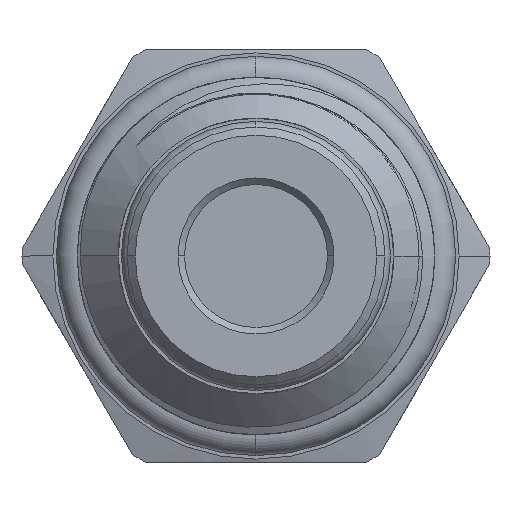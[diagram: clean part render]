
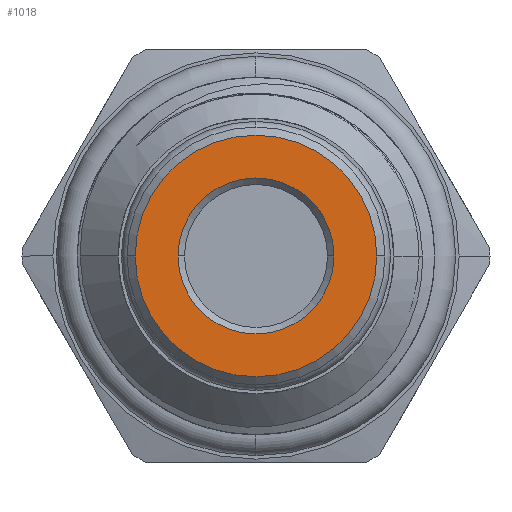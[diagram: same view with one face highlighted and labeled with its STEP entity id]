
A CAD part, left-side view. The second image highlights one B-rep face of the part: STEP entity #1018.
In plain terms, the highlighted planar face has unit normal (-1, 0, 0).
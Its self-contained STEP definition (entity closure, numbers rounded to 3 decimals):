
#132 = CARTESIAN_POINT ( 'NONE',  ( -70.8, -7.435, 0. ) ) ;
#376 = DIRECTION ( 'NONE',  ( 0., 1., 0. ) ) ;
#491 = AXIS2_PLACEMENT_3D ( 'NONE', #2298, #8320, #6250 ) ;
#1018 = ADVANCED_FACE ( 'NONE', ( #5813, #11470 ), #6057, .T. ) ;
#1246 = CARTESIAN_POINT ( 'NONE',  ( -70.8, 0., 0. ) ) ;
#2015 = DIRECTION ( 'NONE',  ( -1., 0., 0. ) ) ;
#2104 = DIRECTION ( 'NONE',  ( 0., 1., 0. ) ) ;
#2298 = CARTESIAN_POINT ( 'NONE',  ( -70.8, 0., 0. ) ) ;
#2646 = EDGE_CURVE ( 'NONE', #9134, #10726, #8110, .T. ) ;
#2860 = DIRECTION ( 'NONE',  ( 1., 0., 0. ) ) ;
#3010 = VERTEX_POINT ( 'NONE', #132 ) ;
#3269 = DIRECTION ( 'NONE',  ( 0., 1., 0. ) ) ;
#3326 = AXIS2_PLACEMENT_3D ( 'NONE', #1246, #12401, #3269 ) ;
#3329 = CARTESIAN_POINT ( 'NONE',  ( -70.8, -4.8, 0. ) ) ;
#3639 = CIRCLE ( 'NONE', #9371, 4.8 ) ;
#4343 = ORIENTED_EDGE ( 'NONE', *, *, #12440, .T. ) ;
#5482 = DIRECTION ( 'NONE',  ( 1., 0., 0. ) ) ;
#5568 = EDGE_CURVE ( 'NONE', #12309, #3010, #9005, .T. ) ;
#5645 = CARTESIAN_POINT ( 'NONE',  ( -70.8, 4.8, 0. ) ) ;
#5813 = FACE_BOUND ( 'NONE', #11471, .T. ) ;
#6057 = PLANE ( 'NONE',  #11193 ) ;
#6250 = DIRECTION ( 'NONE',  ( 0., 1., 0. ) ) ;
#6588 = EDGE_LOOP ( 'NONE', ( #12281, #8454 ) ) ;
#7810 = CIRCLE ( 'NONE', #3326, 7.435 ) ;
#7813 = CARTESIAN_POINT ( 'NONE',  ( -70.8, 0., 0. ) ) ;
#8039 = CARTESIAN_POINT ( 'NONE',  ( -70.8, 0., 0. ) ) ;
#8110 = CIRCLE ( 'NONE', #12723, 4.8 ) ;
#8320 = DIRECTION ( 'NONE',  ( -1., 0., 0. ) ) ;
#8454 = ORIENTED_EDGE ( 'NONE', *, *, #5568, .T. ) ;
#8519 = EDGE_CURVE ( 'NONE', #3010, #12309, #7810, .T. ) ;
#8552 = CARTESIAN_POINT ( 'NONE',  ( -70.8, 0., 0. ) ) ;
#9005 = CIRCLE ( 'NONE', #491, 7.435 ) ;
#9134 = VERTEX_POINT ( 'NONE', #5645 ) ;
#9371 = AXIS2_PLACEMENT_3D ( 'NONE', #8552, #5482, #376 ) ;
#10726 = VERTEX_POINT ( 'NONE', #3329 ) ;
#10855 = DIRECTION ( 'NONE',  ( 0., 1., 0. ) ) ;
#11193 = AXIS2_PLACEMENT_3D ( 'NONE', #8039, #2015, #2104 ) ;
#11470 = FACE_OUTER_BOUND ( 'NONE', #6588, .T. ) ;
#11471 = EDGE_LOOP ( 'NONE', ( #12032, #4343 ) ) ;
#12032 = ORIENTED_EDGE ( 'NONE', *, *, #2646, .T. ) ;
#12150 = CARTESIAN_POINT ( 'NONE',  ( -70.8, 7.435, 0. ) ) ;
#12281 = ORIENTED_EDGE ( 'NONE', *, *, #8519, .T. ) ;
#12309 = VERTEX_POINT ( 'NONE', #12150 ) ;
#12401 = DIRECTION ( 'NONE',  ( -1., 0., 0. ) ) ;
#12440 = EDGE_CURVE ( 'NONE', #10726, #9134, #3639, .T. ) ;
#12723 = AXIS2_PLACEMENT_3D ( 'NONE', #7813, #2860, #10855 ) ;
